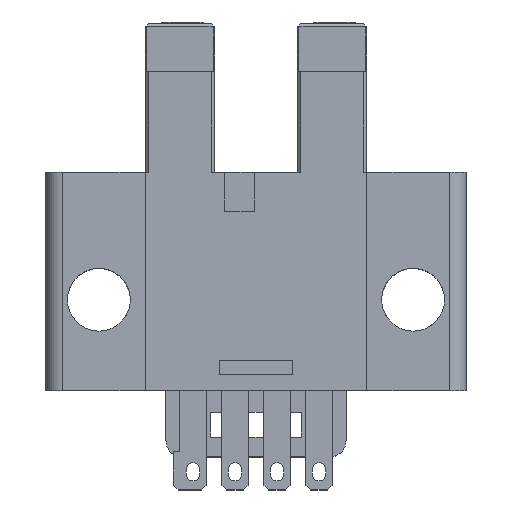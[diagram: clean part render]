
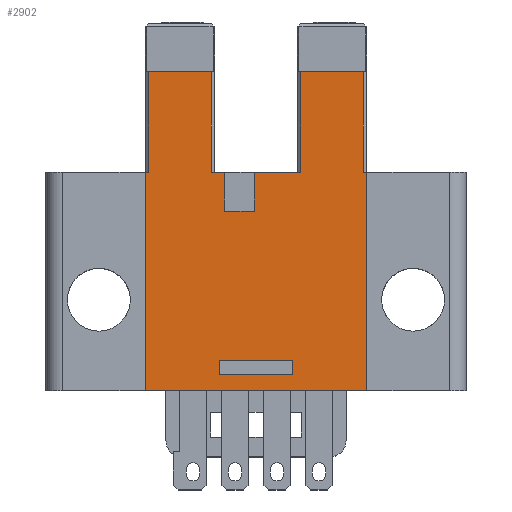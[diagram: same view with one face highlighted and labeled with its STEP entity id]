
A CAD part, top view. The second image highlights one B-rep face of the part: STEP entity #2902.
In plain terms, the highlighted planar face has unit normal (0, 0, 1).
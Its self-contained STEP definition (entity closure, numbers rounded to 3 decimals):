
#74=FACE_BOUND('',#474,.T.);
#180=PLANE('',#3070);
#316=FACE_OUTER_BOUND('',#473,.T.);
#473=EDGE_LOOP('',(#2468,#2469,#2470,#2471,#2472,#2473,#2474,#2475,#2476,
#2477,#2478,#2479,#2480,#2481,#2482,#2483));
#474=EDGE_LOOP('',(#2484,#2485,#2486,#2487));
#717=LINE('',#4246,#1079);
#721=LINE('',#4255,#1083);
#727=LINE('',#4265,#1089);
#779=LINE('',#4371,#1141);
#789=LINE('',#4391,#1151);
#799=LINE('',#4410,#1161);
#804=LINE('',#4421,#1166);
#808=LINE('',#4429,#1170);
#809=LINE('',#4431,#1171);
#810=LINE('',#4432,#1172);
#811=LINE('',#4434,#1173);
#812=LINE('',#4436,#1174);
#813=LINE('',#4438,#1175);
#814=LINE('',#4440,#1176);
#815=LINE('',#4441,#1177);
#816=LINE('',#4442,#1178);
#817=LINE('',#4445,#1179);
#818=LINE('',#4447,#1180);
#819=LINE('',#4449,#1181);
#820=LINE('',#4450,#1182);
#1079=VECTOR('',#3471,2.35);
#1083=VECTOR('',#3477,2.35);
#1089=VECTOR('',#3487,1.8);
#1141=VECTOR('',#3575,6.1);
#1151=VECTOR('',#3591,3.8);
#1161=VECTOR('',#3609,6.1);
#1166=VECTOR('',#3616,6.1);
#1170=VECTOR('',#3622,0.8);
#1171=VECTOR('',#3623,6.1);
#1172=VECTOR('',#3624,3.8);
#1173=VECTOR('',#3625,0.2);
#1174=VECTOR('',#3626,13.2);
#1175=VECTOR('',#3627,13.4);
#1176=VECTOR('',#3628,13.2);
#1177=VECTOR('',#3629,0.2);
#1178=VECTOR('',#3630,2.8);
#1179=VECTOR('',#3631,0.85);
#1180=VECTOR('',#3632,4.45);
#1181=VECTOR('',#3633,0.85);
#1182=VECTOR('',#3634,4.45);
#1441=VERTEX_POINT('',#4244);
#1442=VERTEX_POINT('',#4245);
#1445=VERTEX_POINT('',#4253);
#1446=VERTEX_POINT('',#4254);
#1483=VERTEX_POINT('',#4368);
#1484=VERTEX_POINT('',#4370);
#1491=VERTEX_POINT('',#4390);
#1496=VERTEX_POINT('',#4409);
#1500=VERTEX_POINT('',#4418);
#1501=VERTEX_POINT('',#4420);
#1504=VERTEX_POINT('',#4428);
#1505=VERTEX_POINT('',#4430);
#1506=VERTEX_POINT('',#4433);
#1507=VERTEX_POINT('',#4435);
#1508=VERTEX_POINT('',#4437);
#1509=VERTEX_POINT('',#4439);
#1510=VERTEX_POINT('',#4443);
#1511=VERTEX_POINT('',#4444);
#1512=VERTEX_POINT('',#4446);
#1513=VERTEX_POINT('',#4448);
#1769=EDGE_CURVE('',#1441,#1442,#717,.T.);
#1773=EDGE_CURVE('',#1445,#1446,#721,.T.);
#1779=EDGE_CURVE('',#1446,#1441,#727,.T.);
#1831=EDGE_CURVE('',#1483,#1484,#779,.T.);
#1841=EDGE_CURVE('',#1491,#1484,#789,.T.);
#1851=EDGE_CURVE('',#1491,#1496,#799,.T.);
#1856=EDGE_CURVE('',#1500,#1501,#804,.T.);
#1860=EDGE_CURVE('',#1504,#1442,#808,.T.);
#1861=EDGE_CURVE('',#1505,#1504,#809,.T.);
#1862=EDGE_CURVE('',#1505,#1501,#810,.T.);
#1863=EDGE_CURVE('',#1506,#1500,#811,.T.);
#1864=EDGE_CURVE('',#1506,#1507,#812,.T.);
#1865=EDGE_CURVE('',#1508,#1507,#813,.T.);
#1866=EDGE_CURVE('',#1509,#1508,#814,.T.);
#1867=EDGE_CURVE('',#1496,#1509,#815,.T.);
#1868=EDGE_CURVE('',#1445,#1483,#816,.T.);
#1869=EDGE_CURVE('',#1510,#1511,#817,.T.);
#1870=EDGE_CURVE('',#1511,#1512,#818,.T.);
#1871=EDGE_CURVE('',#1512,#1513,#819,.T.);
#1872=EDGE_CURVE('',#1513,#1510,#820,.T.);
#2468=ORIENTED_EDGE('',*,*,#1769,.T.);
#2469=ORIENTED_EDGE('',*,*,#1860,.F.);
#2470=ORIENTED_EDGE('',*,*,#1861,.F.);
#2471=ORIENTED_EDGE('',*,*,#1862,.T.);
#2472=ORIENTED_EDGE('',*,*,#1856,.F.);
#2473=ORIENTED_EDGE('',*,*,#1863,.F.);
#2474=ORIENTED_EDGE('',*,*,#1864,.T.);
#2475=ORIENTED_EDGE('',*,*,#1865,.F.);
#2476=ORIENTED_EDGE('',*,*,#1866,.F.);
#2477=ORIENTED_EDGE('',*,*,#1867,.F.);
#2478=ORIENTED_EDGE('',*,*,#1851,.F.);
#2479=ORIENTED_EDGE('',*,*,#1841,.T.);
#2480=ORIENTED_EDGE('',*,*,#1831,.F.);
#2481=ORIENTED_EDGE('',*,*,#1868,.F.);
#2482=ORIENTED_EDGE('',*,*,#1773,.T.);
#2483=ORIENTED_EDGE('',*,*,#1779,.T.);
#2484=ORIENTED_EDGE('',*,*,#1869,.T.);
#2485=ORIENTED_EDGE('',*,*,#1870,.T.);
#2486=ORIENTED_EDGE('',*,*,#1871,.T.);
#2487=ORIENTED_EDGE('',*,*,#1872,.T.);
#2902=ADVANCED_FACE('',(#316,#74),#180,.F.);
#3070=AXIS2_PLACEMENT_3D('',#4427,#3620,#3621);
#3471=DIRECTION('',(0.,1.,0.));
#3477=DIRECTION('',(0.,-1.,0.));
#3487=DIRECTION('',(-1.,0.,0.));
#3575=DIRECTION('',(0.,1.,0.));
#3591=DIRECTION('',(-1.,0.,0.));
#3609=DIRECTION('',(0.,-1.,0.));
#3616=DIRECTION('',(0.,1.,0.));
#3620=DIRECTION('center_axis',(0.,0.,-1.));
#3621=DIRECTION('ref_axis',(1.,0.,0.));
#3622=DIRECTION('',(1.,0.,0.));
#3623=DIRECTION('',(0.,-1.,0.));
#3624=DIRECTION('',(-1.,0.,0.));
#3625=DIRECTION('',(1.,0.,0.));
#3626=DIRECTION('',(0.,-1.,0.));
#3627=DIRECTION('',(-1.,0.,0.));
#3628=DIRECTION('',(0.,-1.,0.));
#3629=DIRECTION('',(1.,0.,0.));
#3630=DIRECTION('',(1.,0.,0.));
#3631=DIRECTION('',(0.,1.,0.));
#3632=DIRECTION('',(1.,0.,0.));
#3633=DIRECTION('',(0.,-1.,0.));
#3634=DIRECTION('',(-1.,0.,0.));
#4244=CARTESIAN_POINT('',(-1.9,10.85,-0.275));
#4245=CARTESIAN_POINT('',(-1.9,13.2,-0.275));
#4246=CARTESIAN_POINT('',(-1.9,17.7,-0.275));
#4253=CARTESIAN_POINT('',(-0.1,13.2,-0.275));
#4254=CARTESIAN_POINT('',(-0.1,10.85,-0.275));
#4255=CARTESIAN_POINT('',(-0.1,17.7,-0.275));
#4265=CARTESIAN_POINT('',(-3.85,10.85,-0.275));
#4368=CARTESIAN_POINT('',(2.7,13.2,-0.275));
#4370=CARTESIAN_POINT('',(2.7,19.3,-0.275));
#4371=CARTESIAN_POINT('',(2.7,17.7,-0.275));
#4390=CARTESIAN_POINT('',(6.5,19.3,-0.275));
#4391=CARTESIAN_POINT('',(-3.153,19.3,-0.275));
#4409=CARTESIAN_POINT('',(6.5,13.2,-0.275));
#4410=CARTESIAN_POINT('',(6.5,22.2,-0.275));
#4418=CARTESIAN_POINT('',(-6.5,13.2,-0.275));
#4420=CARTESIAN_POINT('',(-6.5,19.3,-0.275));
#4421=CARTESIAN_POINT('',(-6.5,17.7,-0.275));
#4427=CARTESIAN_POINT('Origin',(-6.7,22.2,-0.275));
#4428=CARTESIAN_POINT('',(-2.7,13.2,-0.275));
#4429=CARTESIAN_POINT('',(-4.6,13.2,-0.275));
#4430=CARTESIAN_POINT('',(-2.7,19.3,-0.275));
#4431=CARTESIAN_POINT('',(-2.7,22.2,-0.275));
#4432=CARTESIAN_POINT('',(-3.153,19.3,-0.275));
#4433=CARTESIAN_POINT('',(-6.7,13.2,-0.275));
#4434=CARTESIAN_POINT('',(-9.7,13.2,-0.275));
#4435=CARTESIAN_POINT('',(-6.7,0.,-0.275));
#4436=CARTESIAN_POINT('',(-6.7,22.2,-0.275));
#4437=CARTESIAN_POINT('',(6.7,0.,-0.275));
#4438=CARTESIAN_POINT('',(3.,0.,-0.275));
#4439=CARTESIAN_POINT('',(6.7,13.2,-0.275));
#4440=CARTESIAN_POINT('',(6.7,22.2,-0.275));
#4441=CARTESIAN_POINT('',(0.,13.2,-0.275));
#4442=CARTESIAN_POINT('',(-4.6,13.2,-0.275));
#4443=CARTESIAN_POINT('',(-2.225,1.,-0.275));
#4444=CARTESIAN_POINT('',(-2.225,1.85,-0.275));
#4445=CARTESIAN_POINT('',(-2.225,11.6,-0.275));
#4446=CARTESIAN_POINT('',(2.225,1.85,-0.275));
#4447=CARTESIAN_POINT('',(-4.463,1.85,-0.275));
#4448=CARTESIAN_POINT('',(2.225,1.,-0.275));
#4449=CARTESIAN_POINT('',(2.225,12.025,-0.275));
#4450=CARTESIAN_POINT('',(-2.238,1.,-0.275));
